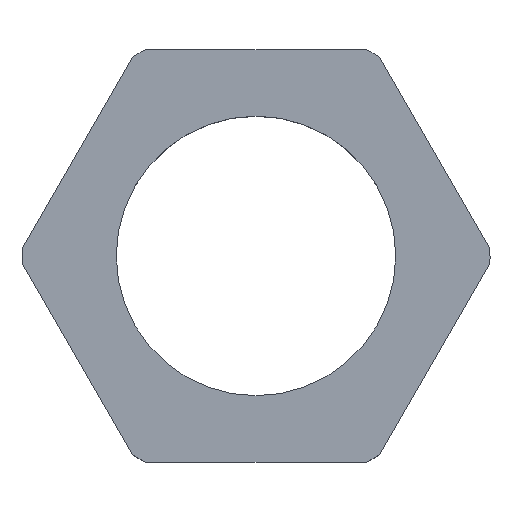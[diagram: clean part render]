
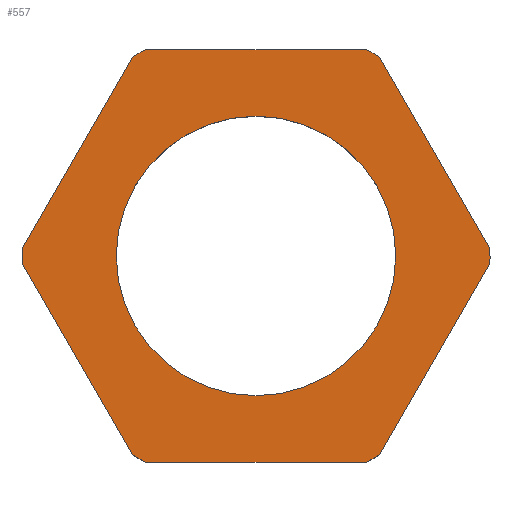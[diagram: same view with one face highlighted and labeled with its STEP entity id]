
A CAD part, top view. The second image highlights one B-rep face of the part: STEP entity #557.
In plain terms, the highlighted planar face has unit normal (0, 0, 1).
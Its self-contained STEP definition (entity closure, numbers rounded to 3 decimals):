
#288=CARTESIAN_POINT('',(0.,0.,2.6));
#289=DIRECTION('',(0.,0.,-1.));
#290=DIRECTION('',(1.,0.,0.));
#291=AXIS2_PLACEMENT_3D('',#288,#289,#290);
#293=CARTESIAN_POINT('',(0.,0.,2.6));
#294=DIRECTION('',(0.,0.,-1.));
#295=DIRECTION('',(-1.,0.,0.));
#296=AXIS2_PLACEMENT_3D('',#293,#294,#295);
#298=CARTESIAN_POINT('',(0.,0.,2.6));
#299=DIRECTION('',(0.,0.,1.));
#300=DIRECTION('',(-0.999,0.033,0.));
#301=AXIS2_PLACEMENT_3D('',#298,#299,#300);
#303=DIRECTION('',(-0.5,-0.866,0.));
#304=VECTOR('',#303,6.787);
#305=CARTESIAN_POINT('',(-3.802,6.114,2.6));
#306=LINE('',#305,#304);
#307=CARTESIAN_POINT('',(0.,0.,2.6));
#308=DIRECTION('',(0.,0.,1.));
#309=DIRECTION('',(-0.471,0.882,0.));
#310=AXIS2_PLACEMENT_3D('',#307,#308,#309);
#312=DIRECTION('',(-1.,0.,0.));
#313=VECTOR('',#312,6.787);
#314=CARTESIAN_POINT('',(3.394,6.35,2.6));
#315=LINE('',#314,#313);
#316=CARTESIAN_POINT('',(0.,0.,2.6));
#317=DIRECTION('',(0.,0.,1.));
#318=DIRECTION('',(0.528,0.849,0.));
#319=AXIS2_PLACEMENT_3D('',#316,#317,#318);
#321=DIRECTION('',(-0.5,0.866,0.));
#322=VECTOR('',#321,6.787);
#323=CARTESIAN_POINT('',(7.196,0.236,2.6));
#324=LINE('',#323,#322);
#325=CARTESIAN_POINT('',(0.,0.,2.6));
#326=DIRECTION('',(0.,0.,1.));
#327=DIRECTION('',(0.999,-0.033,0.));
#328=AXIS2_PLACEMENT_3D('',#325,#326,#327);
#330=DIRECTION('',(0.5,0.866,0.));
#331=VECTOR('',#330,6.787);
#332=CARTESIAN_POINT('',(3.802,-6.114,2.6));
#333=LINE('',#332,#331);
#334=CARTESIAN_POINT('',(0.,0.,2.6));
#335=DIRECTION('',(0.,0.,1.));
#336=DIRECTION('',(0.471,-0.882,0.));
#337=AXIS2_PLACEMENT_3D('',#334,#335,#336);
#339=DIRECTION('',(1.,0.,0.));
#340=VECTOR('',#339,6.787);
#341=CARTESIAN_POINT('',(-3.394,-6.35,2.6));
#342=LINE('',#341,#340);
#343=CARTESIAN_POINT('',(0.,0.,2.6));
#344=DIRECTION('',(0.,0.,1.));
#345=DIRECTION('',(-0.528,-0.849,0.));
#346=AXIS2_PLACEMENT_3D('',#343,#344,#345);
#348=DIRECTION('',(0.5,-0.866,0.));
#349=VECTOR('',#348,6.787);
#350=CARTESIAN_POINT('',(-7.196,-0.236,2.6));
#351=LINE('',#350,#349);
#428=CARTESIAN_POINT('',(4.3,0.,2.6));
#429=CARTESIAN_POINT('',(-4.3,0.,2.6));
#430=VERTEX_POINT('',#428);
#431=VERTEX_POINT('',#429);
#432=CARTESIAN_POINT('',(-7.196,-0.236,2.6));
#433=CARTESIAN_POINT('',(-3.802,-6.114,2.6));
#434=VERTEX_POINT('',#432);
#435=VERTEX_POINT('',#433);
#436=CARTESIAN_POINT('',(-3.394,-6.35,2.6));
#437=CARTESIAN_POINT('',(3.394,-6.35,2.6));
#438=VERTEX_POINT('',#436);
#439=VERTEX_POINT('',#437);
#440=CARTESIAN_POINT('',(3.802,-6.114,2.6));
#441=CARTESIAN_POINT('',(7.196,-0.236,2.6));
#442=VERTEX_POINT('',#440);
#443=VERTEX_POINT('',#441);
#444=CARTESIAN_POINT('',(7.196,0.236,2.6));
#445=CARTESIAN_POINT('',(3.802,6.114,2.6));
#446=VERTEX_POINT('',#444);
#447=VERTEX_POINT('',#445);
#448=CARTESIAN_POINT('',(3.394,6.35,2.6));
#449=CARTESIAN_POINT('',(-3.394,6.35,2.6));
#450=VERTEX_POINT('',#448);
#451=VERTEX_POINT('',#449);
#452=CARTESIAN_POINT('',(-3.802,6.114,2.6));
#453=CARTESIAN_POINT('',(-7.196,0.236,2.6));
#454=VERTEX_POINT('',#452);
#455=VERTEX_POINT('',#453);
#522=CARTESIAN_POINT('',(0.,0.,2.6));
#523=DIRECTION('',(0.,0.,1.));
#524=DIRECTION('',(1.,0.,0.));
#525=AXIS2_PLACEMENT_3D('',#522,#523,#524);
#526=PLANE('',#525);
#528=ORIENTED_EDGE('',*,*,#527,.F.);
#530=ORIENTED_EDGE('',*,*,#529,.F.);
#532=ORIENTED_EDGE('',*,*,#531,.F.);
#534=ORIENTED_EDGE('',*,*,#533,.F.);
#536=ORIENTED_EDGE('',*,*,#535,.F.);
#538=ORIENTED_EDGE('',*,*,#537,.F.);
#540=ORIENTED_EDGE('',*,*,#539,.F.);
#542=ORIENTED_EDGE('',*,*,#541,.F.);
#544=ORIENTED_EDGE('',*,*,#543,.F.);
#546=ORIENTED_EDGE('',*,*,#545,.F.);
#548=ORIENTED_EDGE('',*,*,#547,.F.);
#550=ORIENTED_EDGE('',*,*,#549,.F.);
#551=EDGE_LOOP('',(#528,#530,#532,#534,#536,#538,#540,#542,#544,#546,#548,
#550));
#552=FACE_OUTER_BOUND('',#551,.F.);
#553=ORIENTED_EDGE('',*,*,#502,.F.);
#554=ORIENTED_EDGE('',*,*,#516,.F.);
#555=EDGE_LOOP('',(#553,#554));
#556=FACE_BOUND('',#555,.F.);
#292=CIRCLE('',#291,4.3);
#297=CIRCLE('',#296,4.3);
#302=CIRCLE('',#301,7.2);
#311=CIRCLE('',#310,7.2);
#320=CIRCLE('',#319,7.2);
#329=CIRCLE('',#328,7.2);
#338=CIRCLE('',#337,7.2);
#347=CIRCLE('',#346,7.2);
#502=EDGE_CURVE('',#430,#431,#292,.T.);
#516=EDGE_CURVE('',#431,#430,#297,.T.);
#527=EDGE_CURVE('',#455,#434,#302,.T.);
#529=EDGE_CURVE('',#454,#455,#306,.T.);
#531=EDGE_CURVE('',#451,#454,#311,.T.);
#533=EDGE_CURVE('',#450,#451,#315,.T.);
#535=EDGE_CURVE('',#447,#450,#320,.T.);
#537=EDGE_CURVE('',#446,#447,#324,.T.);
#539=EDGE_CURVE('',#443,#446,#329,.T.);
#541=EDGE_CURVE('',#442,#443,#333,.T.);
#543=EDGE_CURVE('',#439,#442,#338,.T.);
#545=EDGE_CURVE('',#438,#439,#342,.T.);
#547=EDGE_CURVE('',#435,#438,#347,.T.);
#549=EDGE_CURVE('',#434,#435,#351,.T.);
#557=ADVANCED_FACE('',(#552,#556),#526,.T.);
